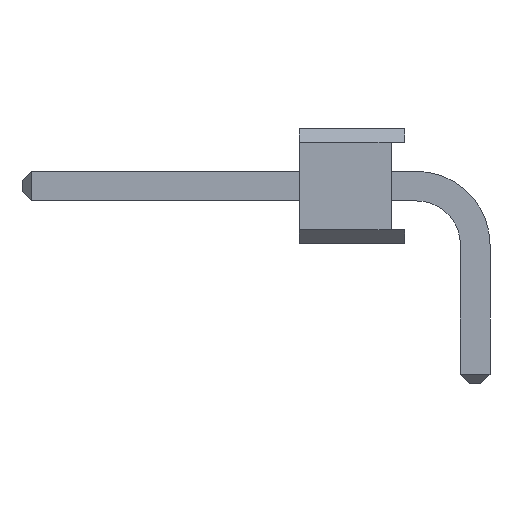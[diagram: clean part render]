
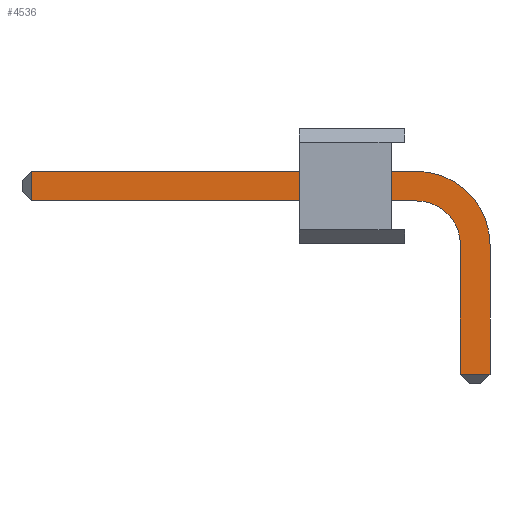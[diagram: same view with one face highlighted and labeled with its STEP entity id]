
A CAD part, left-side view. The second image highlights one B-rep face of the part: STEP entity #4536.
In plain terms, the highlighted planar face has unit normal (-1, 0, 0).
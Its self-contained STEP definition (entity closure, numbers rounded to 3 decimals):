
#18 = VERTEX_POINT ( 'NONE', #286 ) ;
#36 = DIRECTION ( 'NONE',  ( 0., 0., 1. ) ) ;
#286 = CARTESIAN_POINT ( 'NONE',  ( -0.32, 1.27, 0.95 ) ) ;
#381 = FACE_OUTER_BOUND ( 'NONE', #3236, .T. ) ;
#475 = CARTESIAN_POINT ( 'NONE',  ( -0.32, -0.32, 0. ) ) ;
#512 = ORIENTED_EDGE ( 'NONE', *, *, #2938, .T. ) ;
#572 = DIRECTION ( 'NONE',  ( 0., 1., 0. ) ) ;
#615 = VERTEX_POINT ( 'NONE', #5603 ) ;
#915 = VECTOR ( 'NONE', #7211, 1000. ) ;
#1007 = ORIENTED_EDGE ( 'NONE', *, *, #7739, .F. ) ;
#1101 = LINE ( 'NONE', #2933, #915 ) ;
#1318 = AXIS2_PLACEMENT_3D ( 'NONE', #2147, #6426, #2746 ) ;
#1330 = VECTOR ( 'NONE', #2389, 1000. ) ;
#1352 = VERTEX_POINT ( 'NONE', #2414 ) ;
#1379 = VERTEX_POINT ( 'NONE', #4258 ) ;
#1590 = VECTOR ( 'NONE', #3628, 1000. ) ;
#1711 = ORIENTED_EDGE ( 'NONE', *, *, #7266, .F. ) ;
#1733 = DIRECTION ( 'NONE',  ( 1., 0., 0. ) ) ;
#1789 = CARTESIAN_POINT ( 'NONE',  ( -0.32, -0.32, -3. ) ) ;
#1828 = EDGE_CURVE ( 'NONE', #5020, #18, #1101, .T. ) ;
#1829 = LINE ( 'NONE', #4745, #4868 ) ;
#2147 = CARTESIAN_POINT ( 'NONE',  ( -0.32, 1.27, 0. ) ) ;
#2243 = LINE ( 'NONE', #7365, #5284 ) ;
#2389 = DIRECTION ( 'NONE',  ( 0., 0., -1. ) ) ;
#2414 = CARTESIAN_POINT ( 'NONE',  ( -0.32, 0.32, -2.8 ) ) ;
#2467 = AXIS2_PLACEMENT_3D ( 'NONE', #6269, #2582, #6892 ) ;
#2557 = AXIS2_PLACEMENT_3D ( 'NONE', #5387, #1733, #6008 ) ;
#2582 = DIRECTION ( 'NONE',  ( 1., 0., 0. ) ) ;
#2746 = DIRECTION ( 'NONE',  ( 0., 0., 1. ) ) ;
#2930 = PLANE ( 'NONE',  #2557 ) ;
#2933 = CARTESIAN_POINT ( 'NONE',  ( -0.32, 1.27, 0.95 ) ) ;
#2938 = EDGE_CURVE ( 'NONE', #5327, #1352, #6477, .T. ) ;
#3182 = ORIENTED_EDGE ( 'NONE', *, *, #7727, .F. ) ;
#3236 = EDGE_LOOP ( 'NONE', ( #7508, #5102, #512, #3182, #1007, #4115, #1711, #6674 ) ) ;
#3427 = CARTESIAN_POINT ( 'NONE',  ( -0.32, 9.61, 0.95 ) ) ;
#3628 = DIRECTION ( 'NONE',  ( 0., 0., -1. ) ) ;
#3833 = VERTEX_POINT ( 'NONE', #7563 ) ;
#4033 = VERTEX_POINT ( 'NONE', #475 ) ;
#4115 = ORIENTED_EDGE ( 'NONE', *, *, #6240, .F. ) ;
#4243 = CARTESIAN_POINT ( 'NONE',  ( -0.32, 0.32, -3. ) ) ;
#4258 = CARTESIAN_POINT ( 'NONE',  ( -0.32, 1.27, 1.59 ) ) ;
#4536 = ADVANCED_FACE ( 'NONE', ( #381 ), #2930, .F. ) ;
#4745 = CARTESIAN_POINT ( 'NONE',  ( -0.32, 1.27, 1.59 ) ) ;
#4868 = VECTOR ( 'NONE', #5364, 1000. ) ;
#5020 = VERTEX_POINT ( 'NONE', #3427 ) ;
#5102 = ORIENTED_EDGE ( 'NONE', *, *, #5759, .T. ) ;
#5284 = VECTOR ( 'NONE', #36, 1000. ) ;
#5327 = VERTEX_POINT ( 'NONE', #5918 ) ;
#5364 = DIRECTION ( 'NONE',  ( 0., -1., 0. ) ) ;
#5387 = CARTESIAN_POINT ( 'NONE',  ( -0.32, 1.27, 1.59 ) ) ;
#5520 = EDGE_CURVE ( 'NONE', #5020, #3833, #2243, .T. ) ;
#5603 = CARTESIAN_POINT ( 'NONE',  ( -0.32, -0.32, -2.8 ) ) ;
#5759 = EDGE_CURVE ( 'NONE', #18, #5327, #6854, .T. ) ;
#5918 = CARTESIAN_POINT ( 'NONE',  ( -0.32, 0.32, 0. ) ) ;
#6008 = DIRECTION ( 'NONE',  ( 0., 0., -1. ) ) ;
#6213 = LINE ( 'NONE', #1789, #1330 ) ;
#6240 = EDGE_CURVE ( 'NONE', #1379, #4033, #7109, .T. ) ;
#6269 = CARTESIAN_POINT ( 'NONE',  ( -0.32, 1.27, 0. ) ) ;
#6401 = LINE ( 'NONE', #7900, #7831 ) ;
#6426 = DIRECTION ( 'NONE',  ( 1., 0., 0. ) ) ;
#6477 = LINE ( 'NONE', #4243, #1590 ) ;
#6674 = ORIENTED_EDGE ( 'NONE', *, *, #5520, .F. ) ;
#6854 = CIRCLE ( 'NONE', #1318, 0.95 ) ;
#6892 = DIRECTION ( 'NONE',  ( 0., 0., 1. ) ) ;
#7109 = CIRCLE ( 'NONE', #2467, 1.59 ) ;
#7211 = DIRECTION ( 'NONE',  ( 0., -1., 0. ) ) ;
#7266 = EDGE_CURVE ( 'NONE', #3833, #1379, #1829, .T. ) ;
#7365 = CARTESIAN_POINT ( 'NONE',  ( -0.32, 9.61, 1.59 ) ) ;
#7508 = ORIENTED_EDGE ( 'NONE', *, *, #1828, .T. ) ;
#7563 = CARTESIAN_POINT ( 'NONE',  ( -0.32, 9.61, 1.59 ) ) ;
#7727 = EDGE_CURVE ( 'NONE', #615, #1352, #6401, .T. ) ;
#7739 = EDGE_CURVE ( 'NONE', #4033, #615, #6213, .T. ) ;
#7831 = VECTOR ( 'NONE', #572, 1000. ) ;
#7900 = CARTESIAN_POINT ( 'NONE',  ( -0.32, -0.32, -2.8 ) ) ;
